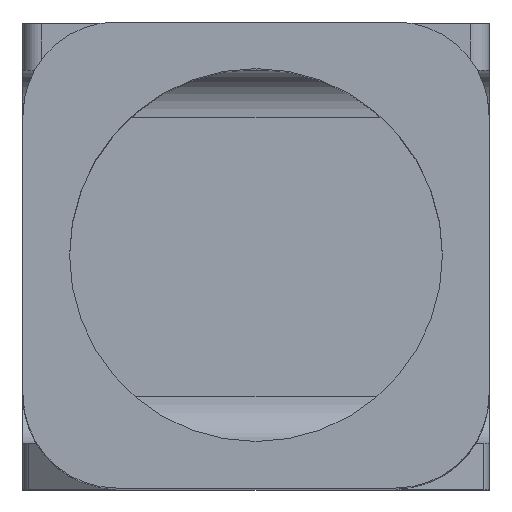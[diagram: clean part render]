
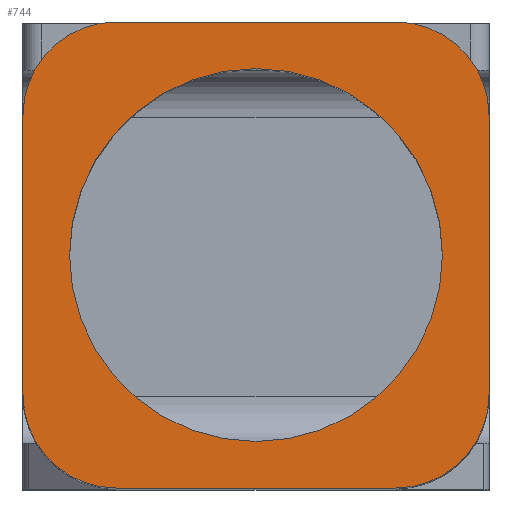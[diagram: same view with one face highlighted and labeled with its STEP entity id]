
A CAD part, top view. The second image highlights one B-rep face of the part: STEP entity #744.
In plain terms, the highlighted planar face has unit normal (0, 0, -1).
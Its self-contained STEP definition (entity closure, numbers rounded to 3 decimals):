
#5 = DIRECTION ( 'NONE',  ( 1., 0., 0. ) ) ;
#49 = CIRCLE ( 'NONE', #121, 0.5 ) ;
#50 = AXIS2_PLACEMENT_3D ( 'NONE', #1179, #345, #757 ) ;
#62 = EDGE_CURVE ( 'NONE', #1114, #1087, #569, .T. ) ;
#63 = CARTESIAN_POINT ( 'NONE',  ( 0.75, 0.5, 0. ) ) ;
#121 = AXIS2_PLACEMENT_3D ( 'NONE', #866, #140, #341 ) ;
#134 = CIRCLE ( 'NONE', #50, 1. ) ;
#140 = DIRECTION ( 'NONE',  ( 0., 0., -1. ) ) ;
#148 = EDGE_CURVE ( 'NONE', #1087, #1114, #134, .T. ) ;
#168 = VERTEX_POINT ( 'NONE', #663 ) ;
#183 = CARTESIAN_POINT ( 'NONE',  ( 0., 2.5, 0. ) ) ;
#188 = AXIS2_PLACEMENT_3D ( 'NONE', #63, #286, #1019 ) ;
#211 = VERTEX_POINT ( 'NONE', #1034 ) ;
#249 = VERTEX_POINT ( 'NONE', #926 ) ;
#263 = VERTEX_POINT ( 'NONE', #1131 ) ;
#286 = DIRECTION ( 'NONE',  ( 0., 0., 1. ) ) ;
#288 = VECTOR ( 'NONE', #901, 1000. ) ;
#296 = VERTEX_POINT ( 'NONE', #936 ) ;
#325 = ORIENTED_EDGE ( 'NONE', *, *, #148, .F. ) ;
#333 = VERTEX_POINT ( 'NONE', #414 ) ;
#341 = DIRECTION ( 'NONE',  ( 1., 0., 0. ) ) ;
#344 = CARTESIAN_POINT ( 'NONE',  ( -0.75, 0., 0. ) ) ;
#345 = DIRECTION ( 'NONE',  ( 0., 0., -1. ) ) ;
#351 = DIRECTION ( 'NONE',  ( 0., 0., -1. ) ) ;
#377 = EDGE_LOOP ( 'NONE', ( #325, #718 ) ) ;
#379 = EDGE_CURVE ( 'NONE', #333, #211, #1028, .T. ) ;
#382 = CARTESIAN_POINT ( 'NONE',  ( 1.25, 2., 0. ) ) ;
#394 = DIRECTION ( 'NONE',  ( -1., 0., 0. ) ) ;
#414 = CARTESIAN_POINT ( 'NONE',  ( -1.25, 0.5, 0. ) ) ;
#424 = ORIENTED_EDGE ( 'NONE', *, *, #604, .F. ) ;
#461 = ORIENTED_EDGE ( 'NONE', *, *, #465, .T. ) ;
#465 = EDGE_CURVE ( 'NONE', #168, #296, #49, .T. ) ;
#483 = DIRECTION ( 'NONE',  ( 0., -1., 0. ) ) ;
#495 = CARTESIAN_POINT ( 'NONE',  ( 0.75, 0., 0. ) ) ;
#497 = CARTESIAN_POINT ( 'NONE',  ( -0.75, 2., 0. ) ) ;
#499 = CIRCLE ( 'NONE', #1230, 0.5 ) ;
#502 = PLANE ( 'NONE',  #887 ) ;
#529 = DIRECTION ( 'NONE',  ( 0., 1., 0. ) ) ;
#535 = EDGE_CURVE ( 'NONE', #588, #249, #949, .T. ) ;
#543 = ORIENTED_EDGE ( 'NONE', *, *, #1007, .F. ) ;
#550 = DIRECTION ( 'NONE',  ( 1., 0., 0. ) ) ;
#555 = EDGE_CURVE ( 'NONE', #296, #249, #1198, .T. ) ;
#569 = CIRCLE ( 'NONE', #1284, 1. ) ;
#588 = VERTEX_POINT ( 'NONE', #495 ) ;
#604 = EDGE_CURVE ( 'NONE', #168, #263, #888, .T. ) ;
#621 = DIRECTION ( 'NONE',  ( 0., 0., -1. ) ) ;
#626 = CARTESIAN_POINT ( 'NONE',  ( -0.75, 0.5, 0. ) ) ;
#647 = FACE_OUTER_BOUND ( 'NONE', #687, .T. ) ;
#663 = CARTESIAN_POINT ( 'NONE',  ( 0.75, 2.5, 0. ) ) ;
#676 = CIRCLE ( 'NONE', #1192, 0.5 ) ;
#687 = EDGE_LOOP ( 'NONE', ( #1127, #1225, #543, #1257, #1015, #1273, #424, #461 ) ) ;
#718 = ORIENTED_EDGE ( 'NONE', *, *, #62, .F. ) ;
#744 = ADVANCED_FACE ( 'NONE', ( #1095, #647 ), #502, .F. ) ;
#757 = DIRECTION ( 'NONE',  ( 1., 0., 0. ) ) ;
#770 = DIRECTION ( 'NONE',  ( 1., 0., 0. ) ) ;
#816 = VECTOR ( 'NONE', #483, 1000. ) ;
#818 = VECTOR ( 'NONE', #529, 1000. ) ;
#821 = DIRECTION ( 'NONE',  ( 1., 0., 0. ) ) ;
#843 = DIRECTION ( 'NONE',  ( 0., 0., 1. ) ) ;
#866 = CARTESIAN_POINT ( 'NONE',  ( 0.75, 2., 0. ) ) ;
#887 = AXIS2_PLACEMENT_3D ( 'NONE', #1342, #1042, #821 ) ;
#888 = LINE ( 'NONE', #183, #1057 ) ;
#901 = DIRECTION ( 'NONE',  ( 1., 0., 0. ) ) ;
#926 = CARTESIAN_POINT ( 'NONE',  ( 1.25, 0.5, 0. ) ) ;
#933 = EDGE_CURVE ( 'NONE', #211, #263, #676, .T. ) ;
#936 = CARTESIAN_POINT ( 'NONE',  ( 1.25, 2., 0. ) ) ;
#949 = CIRCLE ( 'NONE', #188, 0.5 ) ;
#1007 = EDGE_CURVE ( 'NONE', #1237, #588, #1265, .T. ) ;
#1015 = ORIENTED_EDGE ( 'NONE', *, *, #379, .T. ) ;
#1019 = DIRECTION ( 'NONE',  ( -1., 0., 0. ) ) ;
#1028 = LINE ( 'NONE', #1058, #818 ) ;
#1034 = CARTESIAN_POINT ( 'NONE',  ( -1.25, 2., 0. ) ) ;
#1042 = DIRECTION ( 'NONE',  ( 0., 0., 1. ) ) ;
#1057 = VECTOR ( 'NONE', #394, 1000. ) ;
#1058 = CARTESIAN_POINT ( 'NONE',  ( -1.25, 0.5, 0. ) ) ;
#1060 = EDGE_CURVE ( 'NONE', #333, #1237, #499, .T. ) ;
#1070 = CARTESIAN_POINT ( 'NONE',  ( 1., 1.25, 0. ) ) ;
#1087 = VERTEX_POINT ( 'NONE', #1070 ) ;
#1095 = FACE_BOUND ( 'NONE', #377, .T. ) ;
#1114 = VERTEX_POINT ( 'NONE', #1268 ) ;
#1127 = ORIENTED_EDGE ( 'NONE', *, *, #555, .T. ) ;
#1131 = CARTESIAN_POINT ( 'NONE',  ( -0.75, 2.5, 0. ) ) ;
#1179 = CARTESIAN_POINT ( 'NONE',  ( 0., 1.25, 0. ) ) ;
#1192 = AXIS2_PLACEMENT_3D ( 'NONE', #497, #621, #770 ) ;
#1194 = CARTESIAN_POINT ( 'NONE',  ( 0., 1.25, 0. ) ) ;
#1198 = LINE ( 'NONE', #382, #816 ) ;
#1225 = ORIENTED_EDGE ( 'NONE', *, *, #535, .F. ) ;
#1230 = AXIS2_PLACEMENT_3D ( 'NONE', #626, #843, #5 ) ;
#1237 = VERTEX_POINT ( 'NONE', #344 ) ;
#1257 = ORIENTED_EDGE ( 'NONE', *, *, #1060, .F. ) ;
#1265 = LINE ( 'NONE', #1271, #288 ) ;
#1268 = CARTESIAN_POINT ( 'NONE',  ( -1., 1.25, 0. ) ) ;
#1271 = CARTESIAN_POINT ( 'NONE',  ( 0.05, 0., 0. ) ) ;
#1273 = ORIENTED_EDGE ( 'NONE', *, *, #933, .T. ) ;
#1284 = AXIS2_PLACEMENT_3D ( 'NONE', #1194, #351, #550 ) ;
#1342 = CARTESIAN_POINT ( 'NONE',  ( 0., 0., 0. ) ) ;
